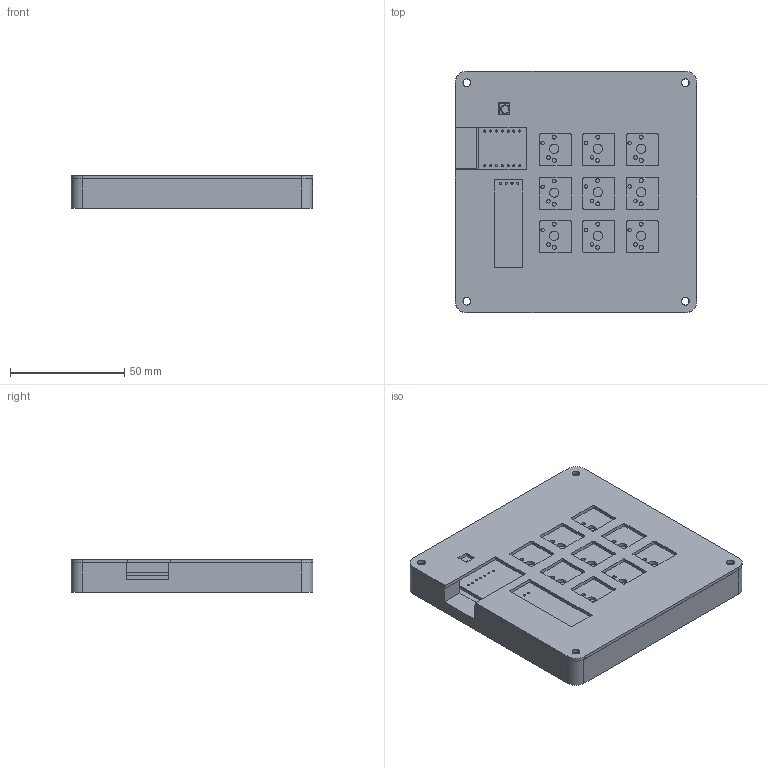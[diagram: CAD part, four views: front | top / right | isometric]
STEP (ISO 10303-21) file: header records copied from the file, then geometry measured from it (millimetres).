
FILE_DESCRIPTION(/* description */ (''),/* implementation_level */ '2;1');
FILE_NAME(/* name */ 'YetAnotherHackPad.step',/* time_stamp */ '2025-07-30T20:21:11+10:00',/* author */ (''),/* organization */ (''),/* preprocessor_version */ 'ST-DEVELOPER v20.1',/* originating_system */ 'Autodesk Translation Framework v14.10.0.0',/* authorisation */ '');
FILE_SCHEMA (('AUTOMOTIVE_DESIGN { 1 0 10303 214 3 1 1 }'));
Length unit declared in the file: millimetre
Products named in the file (7): YetAnotherHackPad; top_cover; bottom_case; YetAnotherHackPad 1; LED_SK6812_PLCC4_5.0x5.0mm_P3.2mm; YetAnotherHackPad_PCB; D_DO-35_SOD27_P7.62mm_Horizontal
Assembly tree (14 placements, depth 3):
  YetAnotherHackPad
    top_cover
    bottom_case
    YetAnotherHackPad 1
      LED_SK6812_PLCC4_5.0x5.0mm_P3.2mm
      D_DO-35_SOD27_P7.62mm_Horizontal  x9
      YetAnotherHackPad_PCB
Bounding box: 105.82 x 105.73 x 14.41 mm (x, y, z)
Volume: 89649.9 mm3; surface area: 65969.6 mm2
Topology: 22 solids, 22 shells, 784 faces, 2053 edges, 1358 vertices
Faces by surface type: plane 326, cylinder 213, bspline 208, torus 36, cone 1
Full cylindrical faces by diameter (mm): 0.5 x27, 0.8 x18, 0.889 x14, 1 x4, 1.5 x18, 1.7 x18, 2 x18, 2.02 x9, 3.333 x1, 3.4 x8, 4 x9, 6 x4
Entity records: 24183 total; most frequent: CARTESIAN_POINT 7652, ORIENTED_EDGE 3658, DIRECTION 2687, EDGE_CURVE 1829, VERTEX_POINT 1214, LINE 1077, VECTOR 1077, EDGE_LOOP 893
